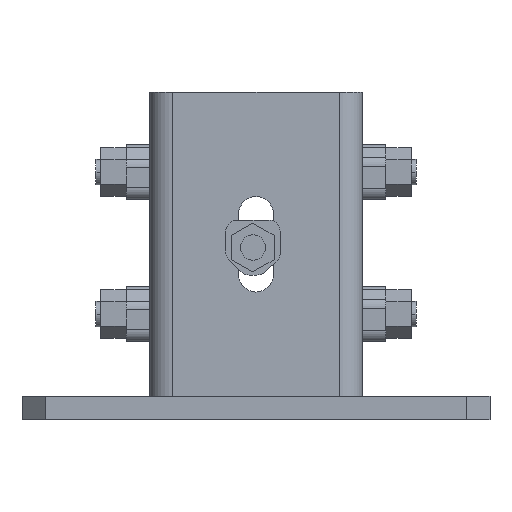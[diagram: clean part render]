
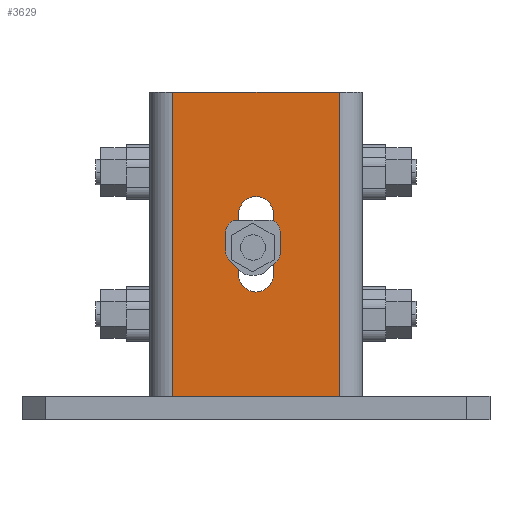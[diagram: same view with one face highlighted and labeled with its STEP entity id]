
A CAD part, left-side view. The second image highlights one B-rep face of the part: STEP entity #3629.
In plain terms, the highlighted planar face has unit normal (-1, 0, 0).
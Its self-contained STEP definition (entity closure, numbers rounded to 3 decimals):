
#30 = ORIENTED_EDGE ( 'NONE', *, *, #2589, .T. ) ;
#51 = DIRECTION ( 'NONE',  ( 1., 0., 0. ) ) ;
#120 = CARTESIAN_POINT ( 'NONE',  ( -44.9, -7.4, 88. ) ) ;
#128 = EDGE_CURVE ( 'NONE', #3452, #2598, #1153, .T. ) ;
#192 = CARTESIAN_POINT ( 'NONE',  ( -44.9, -7.4, 62. ) ) ;
#209 = ORIENTED_EDGE ( 'NONE', *, *, #1646, .F. ) ;
#215 = AXIS2_PLACEMENT_3D ( 'NONE', #1285, #51, #641 ) ;
#237 = CARTESIAN_POINT ( 'NONE',  ( -44.9, -35.5, 140. ) ) ;
#311 = DIRECTION ( 'NONE',  ( 1., 0., 0. ) ) ;
#323 = VERTEX_POINT ( 'NONE', #2691 ) ;
#349 = ORIENTED_EDGE ( 'NONE', *, *, #1371, .F. ) ;
#351 = DIRECTION ( 'NONE',  ( 0., 0., 1. ) ) ;
#535 = CARTESIAN_POINT ( 'NONE',  ( -44.9, 35.5, 10. ) ) ;
#537 = ORIENTED_EDGE ( 'NONE', *, *, #1076, .T. ) ;
#542 = LINE ( 'NONE', #1261, #1623 ) ;
#640 = DIRECTION ( 'NONE',  ( 0., 0., -1. ) ) ;
#641 = DIRECTION ( 'NONE',  ( 0., 0., -1. ) ) ;
#676 = ORIENTED_EDGE ( 'NONE', *, *, #2514, .T. ) ;
#728 = CARTESIAN_POINT ( 'NONE',  ( -44.9, -35.5, 10. ) ) ;
#937 = CARTESIAN_POINT ( 'NONE',  ( -44.9, 35.5, 140. ) ) ;
#978 = ORIENTED_EDGE ( 'NONE', *, *, #128, .T. ) ;
#1049 = EDGE_CURVE ( 'NONE', #4161, #2804, #542, .T. ) ;
#1076 = EDGE_CURVE ( 'NONE', #1717, #3452, #1907, .T. ) ;
#1093 = DIRECTION ( 'NONE',  ( 0., 0., 1. ) ) ;
#1100 = CARTESIAN_POINT ( 'NONE',  ( -44.9, -7.4, 88. ) ) ;
#1153 = LINE ( 'NONE', #120, #3174 ) ;
#1197 = DIRECTION ( 'NONE',  ( 0., -1., 0. ) ) ;
#1261 = CARTESIAN_POINT ( 'NONE',  ( -44.9, 35.5, 140. ) ) ;
#1285 = CARTESIAN_POINT ( 'NONE',  ( -44.9, 0., 88. ) ) ;
#1320 = DIRECTION ( 'NONE',  ( 0., 0., -1. ) ) ;
#1371 = EDGE_CURVE ( 'NONE', #1669, #4161, #3212, .T. ) ;
#1554 = VECTOR ( 'NONE', #1093, 1000. ) ;
#1559 = VECTOR ( 'NONE', #3098, 1000. ) ;
#1562 = CARTESIAN_POINT ( 'NONE',  ( -44.9, 0., 62. ) ) ;
#1623 = VECTOR ( 'NONE', #1197, 1000. ) ;
#1629 = DIRECTION ( 'NONE',  ( 0., 0., -1. ) ) ;
#1646 = EDGE_CURVE ( 'NONE', #2985, #1669, #3143, .T. ) ;
#1669 = VERTEX_POINT ( 'NONE', #1749 ) ;
#1717 = VERTEX_POINT ( 'NONE', #3444 ) ;
#1718 = LINE ( 'NONE', #3091, #1554 ) ;
#1749 = CARTESIAN_POINT ( 'NONE',  ( -44.9, 35.5, 10. ) ) ;
#1907 = CIRCLE ( 'NONE', #215, 7.4 ) ;
#1999 = CARTESIAN_POINT ( 'NONE',  ( -44.9, 35.5, 140. ) ) ;
#2025 = LINE ( 'NONE', #3385, #2612 ) ;
#2145 = CARTESIAN_POINT ( 'NONE',  ( -44.9, 7.4, 62. ) ) ;
#2320 = FACE_OUTER_BOUND ( 'NONE', #3931, .T. ) ;
#2344 = DIRECTION ( 'NONE',  ( -1., 0., 0. ) ) ;
#2464 = DIRECTION ( 'NONE',  ( 0., 0., -1. ) ) ;
#2514 = EDGE_CURVE ( 'NONE', #2985, #2804, #1718, .T. ) ;
#2589 = EDGE_CURVE ( 'NONE', #2888, #1717, #2025, .T. ) ;
#2598 = VERTEX_POINT ( 'NONE', #192 ) ;
#2612 = VECTOR ( 'NONE', #351, 1000. ) ;
#2626 = PLANE ( 'NONE',  #3446 ) ;
#2647 = CIRCLE ( 'NONE', #2794, 7.4 ) ;
#2670 = FACE_BOUND ( 'NONE', #4175, .T. ) ;
#2691 = CARTESIAN_POINT ( 'NONE',  ( -44.9, 0., 54.6 ) ) ;
#2794 = AXIS2_PLACEMENT_3D ( 'NONE', #2964, #311, #1320 ) ;
#2804 = VERTEX_POINT ( 'NONE', #237 ) ;
#2845 = EDGE_CURVE ( 'NONE', #2598, #323, #3536, .T. ) ;
#2888 = VERTEX_POINT ( 'NONE', #2145 ) ;
#2907 = DIRECTION ( 'NONE',  ( 0., 0., 1. ) ) ;
#2914 = DIRECTION ( 'NONE',  ( 1., 0., 0. ) ) ;
#2964 = CARTESIAN_POINT ( 'NONE',  ( -44.9, 0., 62. ) ) ;
#2985 = VERTEX_POINT ( 'NONE', #728 ) ;
#3000 = ORIENTED_EDGE ( 'NONE', *, *, #3242, .T. ) ;
#3091 = CARTESIAN_POINT ( 'NONE',  ( -44.9, -35.5, 10. ) ) ;
#3098 = DIRECTION ( 'NONE',  ( 0., 1., 0. ) ) ;
#3143 = LINE ( 'NONE', #3842, #1559 ) ;
#3174 = VECTOR ( 'NONE', #2464, 1000. ) ;
#3212 = LINE ( 'NONE', #535, #4041 ) ;
#3242 = EDGE_CURVE ( 'NONE', #323, #2888, #2647, .T. ) ;
#3320 = AXIS2_PLACEMENT_3D ( 'NONE', #1562, #2914, #640 ) ;
#3385 = CARTESIAN_POINT ( 'NONE',  ( -44.9, 7.4, 62. ) ) ;
#3444 = CARTESIAN_POINT ( 'NONE',  ( -44.9, 7.4, 88. ) ) ;
#3446 = AXIS2_PLACEMENT_3D ( 'NONE', #937, #2344, #1629 ) ;
#3452 = VERTEX_POINT ( 'NONE', #1100 ) ;
#3536 = CIRCLE ( 'NONE', #3320, 7.4 ) ;
#3629 = ADVANCED_FACE ( 'NONE', ( #2670, #2320 ), #2626, .T. ) ;
#3842 = CARTESIAN_POINT ( 'NONE',  ( -44.9, -35.5, 10. ) ) ;
#3931 = EDGE_LOOP ( 'NONE', ( #4301, #349, #209, #676 ) ) ;
#4041 = VECTOR ( 'NONE', #2907, 1000. ) ;
#4122 = ORIENTED_EDGE ( 'NONE', *, *, #2845, .T. ) ;
#4161 = VERTEX_POINT ( 'NONE', #1999 ) ;
#4175 = EDGE_LOOP ( 'NONE', ( #978, #4122, #3000, #30, #537 ) ) ;
#4301 = ORIENTED_EDGE ( 'NONE', *, *, #1049, .F. ) ;
